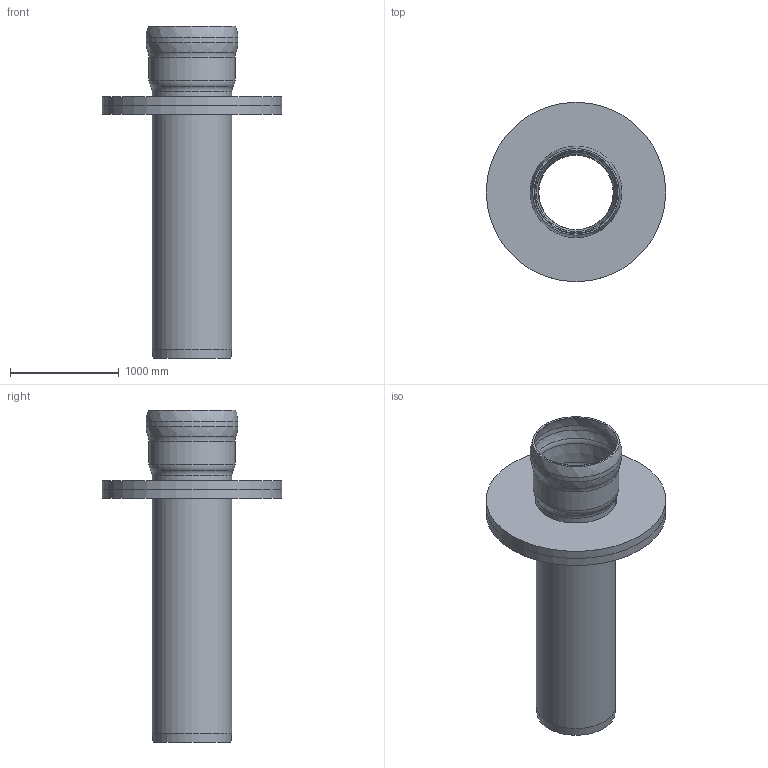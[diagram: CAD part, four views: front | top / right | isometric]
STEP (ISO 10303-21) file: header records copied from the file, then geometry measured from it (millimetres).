
FILE_DESCRIPTION(/* description */ (''),/* implementation_level */ '2;1');
FILE_NAME(/* name */ '82650.070X_3D.stp',/* time_stamp */ '2024-12-12T09:49:27+01:00',/* author */ ('CAD'),/* organization */ (''),/* preprocessor_version */ 'ST-DEVELOPER v20',/* originating_system */ 'AutoCAD Mechanical',/* authorisation */ '');
FILE_SCHEMA (('AUTOMOTIVE_DESIGN { 1 0 10303 214 3 1 1 }'));
Length unit declared in the file: centimetre
Products named in the file (1): Product
Bounding box: 1650 x 1650 x 3050 mm (x, y, z)
Volume: 383583463.3 mm3; surface area: 22088440.7 mm2
Topology: 3 solids, 3 shells, 29 faces, 63 edges, 40 vertices
Faces by surface type: cylinder 9, torus 6, plane 6, bspline 4, cone 4
Full cylindrical faces by diameter (mm): 698 x1, 730 x1, 750 x2, 792 x1, 810 x1, 842 x1, 1650 x2
Entity records: 948 total; most frequent: CARTESIAN_POINT 237, DIRECTION 165, ORIENTED_EDGE 126, AXIS2_PLACEMENT_3D 76, EDGE_CURVE 63, CIRCLE 50, VERTEX_POINT 40, EDGE_LOOP 35
